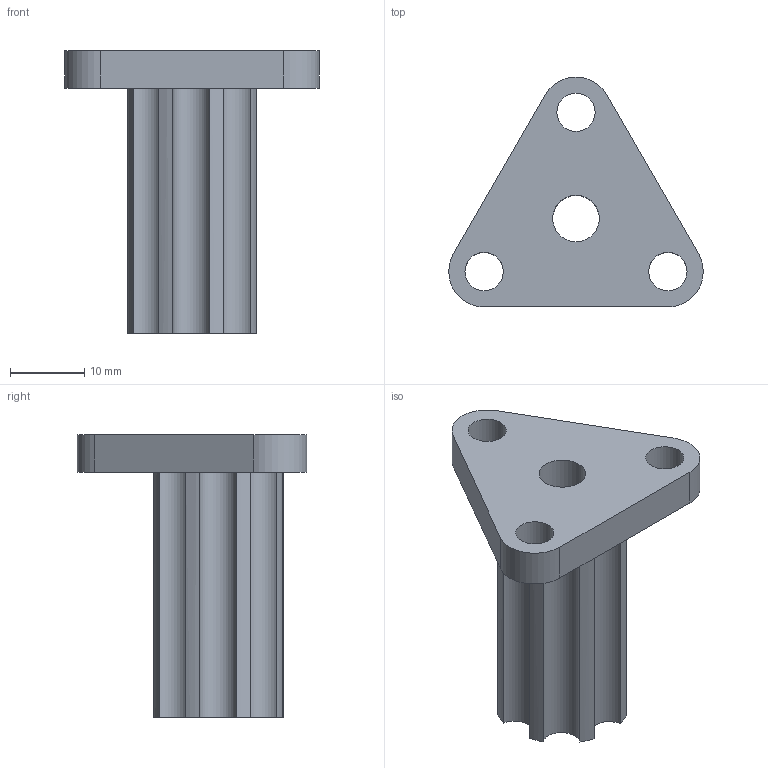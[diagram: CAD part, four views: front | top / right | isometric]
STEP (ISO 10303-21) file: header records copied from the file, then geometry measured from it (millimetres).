
FILE_DESCRIPTION(/* description */ (''),/* implementation_level */ '2;1');
FILE_NAME(/* name */ 'mts10x2m.stp',/* time_stamp */ '2016-11-17T13:11:03-06:00',/* author */ (''),/* organization */ (''),/* preprocessor_version */ 'ST-DEVELOPER v16.5',/* originating_system */ 'Autodesk Translation Framework v5.2.0.2920',/* authorisation */ '');
FILE_SCHEMA (('AUTOMOTIVE_DESIGN { 1 0 10303 214 3 1 1 }'));
Length unit declared in the file: millimetre
Products named in the file (1): Danaher-Default v1
Bounding box: 34.27 x 30.96 x 38.1 mm (x, y, z)
Volume: 7999.7 mm3; surface area: 5157.5 mm2
Topology: 1 solids, 1 shells, 30 faces, 81 edges, 54 vertices
Faces by surface type: cylinder 16, plane 14
Full cylindrical faces by diameter (mm): 5.156 x3, 6.287 x1, 18.034 x1
Entity records: 993 total; most frequent: DIRECTION 184, CARTESIAN_POINT 159, ORIENTED_EDGE 150, AXIS2_PLACEMENT_3D 78, EDGE_CURVE 75, VERTEX_POINT 53, CIRCLE 47, EDGE_LOOP 44
